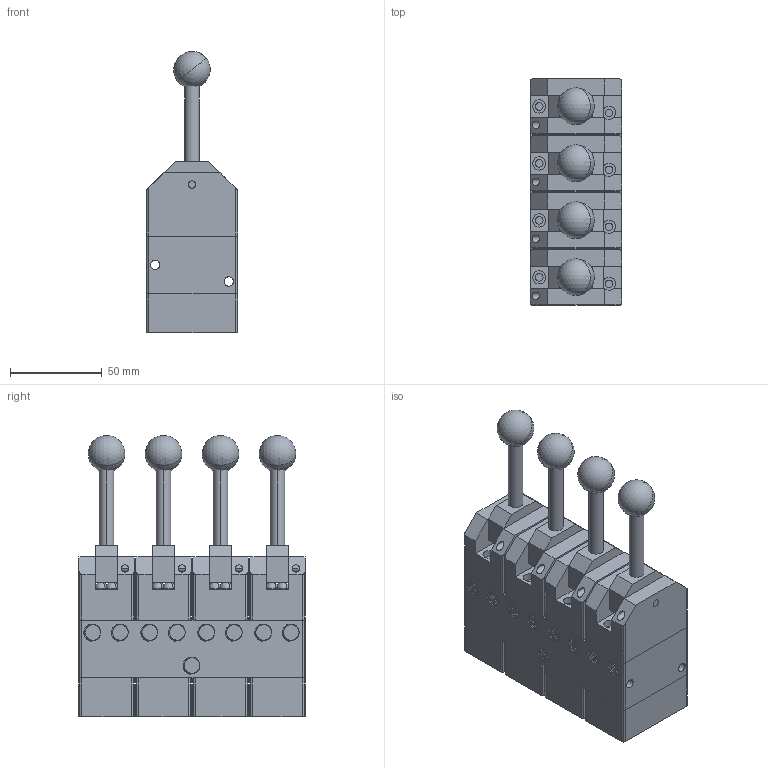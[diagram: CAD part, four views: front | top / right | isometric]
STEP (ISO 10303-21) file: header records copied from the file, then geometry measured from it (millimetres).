
FILE_DESCRIPTION((''),'2;1');
FILE_NAME('00_164_4.stp','2002-12-07T20:15:50',('Branislav Petkovic'),('AZ Pneumatica'),'AutoCAD STEP 2000i','AutoCAD 2000i','Via J. F. Kennedy, 26, 20020 Misinto (MI), ITALY');
FILE_SCHEMA(('CONFIG_CONTROL_DESIGN'));
Length unit declared in the file: millimetre
Products named in the file (10): 00_164_4; 521ML TELO 4; PART1; RUCKA ML; PART2; ~~PART1; KUGLA; PIPAK; OSOVINA; PART3
Assembly tree (13 placements, depth 3):
  00_164_4
    521ML TELO 4
      PART1
    RUCKA ML  x4
      PART2
      ~~PART1
      KUGLA
      PIPAK
      OSOVINA
      PART3
Bounding box: 50 x 123 x 152.92 mm (x, y, z)
Surface area: 122152.6 mm2 (no closed solid volume)
Topology: 0 solids, 29 shells, 698 faces, 1892 edges, 1242 vertices
Faces by surface type: cylinder 470, plane 176, sphere 24, bspline 20, cone 8
Entity records: 38295 total; most frequent: CARTESIAN_POINT 28878, ORIENTED_EDGE 2178, DIRECTION 1522, EDGE_CURVE 1089, VERTEX_POINT 723, AXIS2_PLACEMENT_3D 571, B_SPLINE_CURVE_WITH_KNOTS 523, EDGE_LOOP 426
